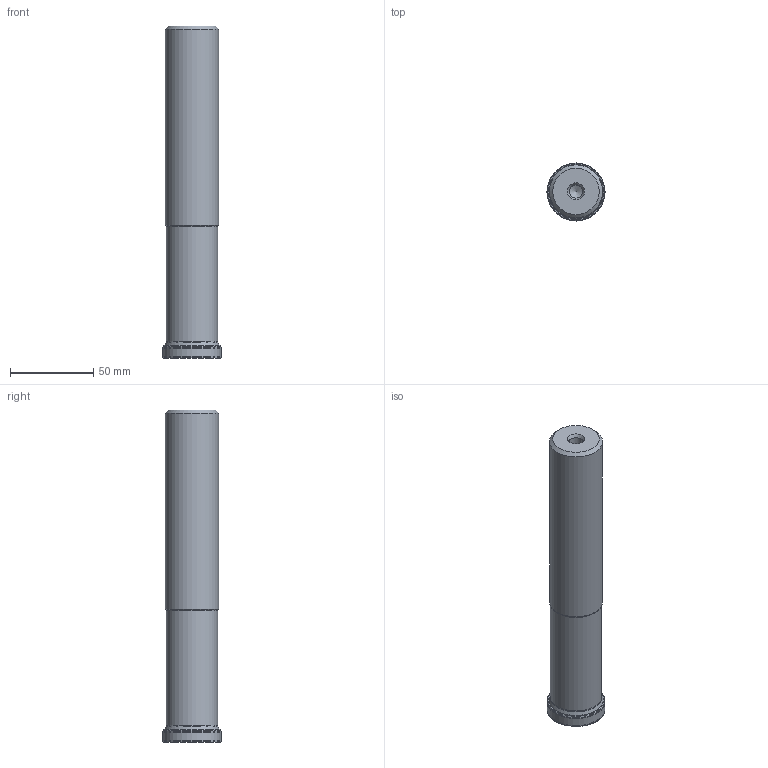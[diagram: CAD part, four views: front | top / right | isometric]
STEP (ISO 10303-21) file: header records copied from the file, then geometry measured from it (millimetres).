
FILE_DESCRIPTION(/* description */ (''),/* implementation_level */ '2;1');
FILE_NAME(/* name */ '35A5R080A32_STN10_C_115009733ndi000_00_SIM.stp',/* time_stamp */ '2020-02-27T12:59:53+01:00',/* author */ (''),/* organization */ (''),/* preprocessor_version */ 'ST-DEVELOPER v16.7',/* originating_system */ 'SIEMENS PLM Software NX 12.0',/* authorisation */ '');
FILE_SCHEMA (('AUTOMOTIVE_DESIGN { 1 0 10303 214 3 1 1 1 }'));
Length unit declared in the file: millimetre
Products named in the file (1): lf193BA05D64cza9
Bounding box: 34.98 x 34.98 x 200 mm (x, y, z)
Volume: 151028.2 mm3; surface area: 27980.5 mm2
Topology: 2 solids, 2 shells, 58 faces, 120 edges, 63 vertices
Faces by surface type: revolution 39, cone 9, torus 5, cylinder 4, plane 1
Full cylindrical faces by diameter (mm): 8 x1, 31 x1, 32 x1, 33.2 x1
Entity records: 1467 total; most frequent: CARTESIAN_POINT 437, DIRECTION 193, FACE_BOUND 116, EDGE_LOOP 114, ORIENTED_EDGE 114, AXIS2_PLACEMENT_3D 77, VERTEX_POINT 59, ADVANCED_FACE 58
